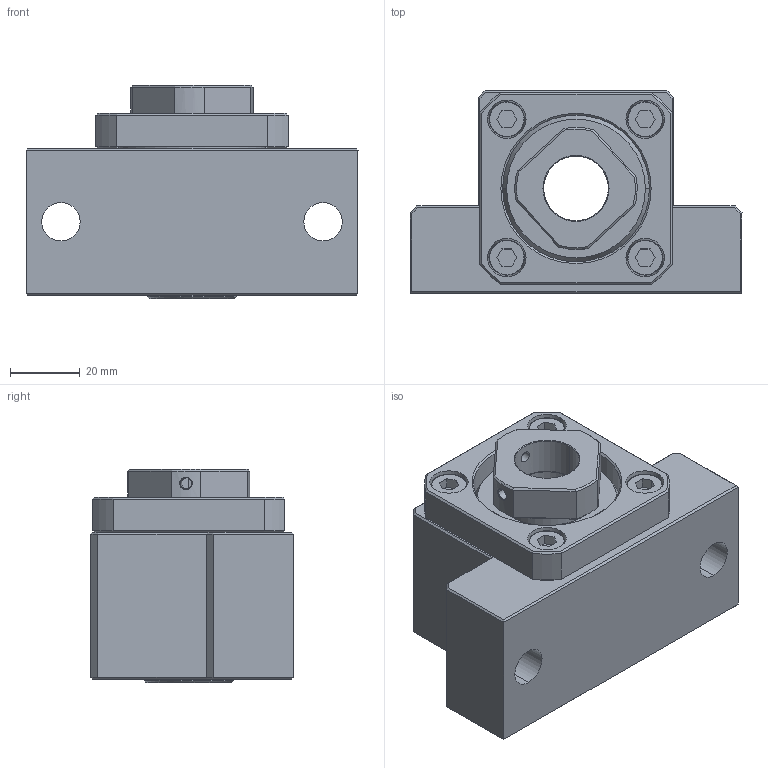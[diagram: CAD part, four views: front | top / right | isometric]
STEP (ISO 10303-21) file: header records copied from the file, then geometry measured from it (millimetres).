
FILE_DESCRIPTION (( 'STEP AP214' ), '1' );
FILE_NAME ('EK20.STEP', '2019-04-04T09:16:04', ( '' ), ( '' ), 'SwSTEP 2.0', 'SolidWorks 2015', '' );
FILE_SCHEMA (( 'AUTOMOTIVE_DESIGN' ));
Length unit declared in the file: millimetre
Products named in the file (1): EK20
Bounding box: 95 x 58.1 x 61 mm (x, y, z)
Surface area: 36915.4 mm2 (no closed solid volume)
Topology: 0 solids, 32 shells, 753 faces, 1998 edges, 1306 vertices
Faces by surface type: plane 631, cylinder 49, cone 44, bspline 29
Entity records: 26569 total; most frequent: CARTESIAN_POINT 7217, ORIENTED_EDGE 3937, DIRECTION 3442, EDGE_CURVE 1998, LINE 1736, VECTOR 1736, VERTEX_POINT 1306, AXIS2_PLACEMENT_3D 853
